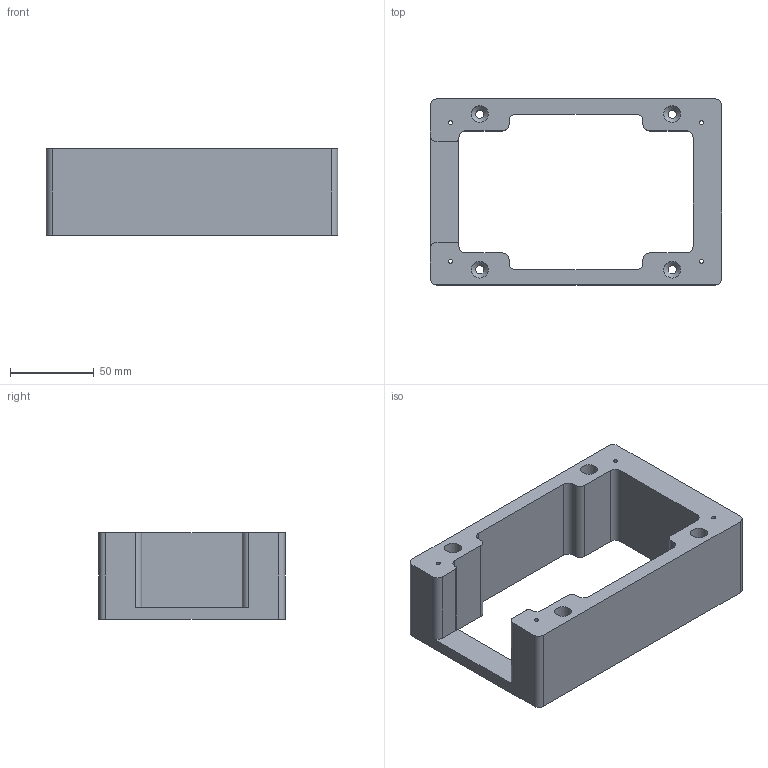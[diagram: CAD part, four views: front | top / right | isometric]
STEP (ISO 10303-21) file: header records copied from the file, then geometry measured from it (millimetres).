
FILE_DESCRIPTION(/* description */ (''),/* implementation_level */ '2;1');
FILE_NAME(/* name */ 'GX touch 70 wallmount.step',/* time_stamp */ '2022-08-05T17:23:52+02:00',/* author */ (''),/* organization */ (''),/* preprocessor_version */ 'ST-DEVELOPER v19',/* originating_system */ 'Autodesk Translation Framework v11.7.0.108',/* authorisation */ '');
FILE_SCHEMA (('AUTOMOTIVE_DESIGN { 1 0 10303 214 3 1 1 }'));
Length unit declared in the file: millimetre
Products named in the file (1): gx touch 70 mount
Bounding box: 174.2 x 111.2 x 52 mm (x, y, z)
Volume: 330128 mm3; surface area: 70967 mm2
Topology: 1 solids, 1 shells, 57 faces, 160 edges, 104 vertices
Faces by surface type: cylinder 32, plane 21, cone 4
Full cylindrical faces by diameter (mm): 2.5 x4, 5 x4, 10 x4
Entity records: 1923 total; most frequent: DIRECTION 340, CARTESIAN_POINT 322, ORIENTED_EDGE 320, EDGE_CURVE 160, AXIS2_PLACEMENT_3D 122, VERTEX_POINT 104, LINE 96, VECTOR 96
